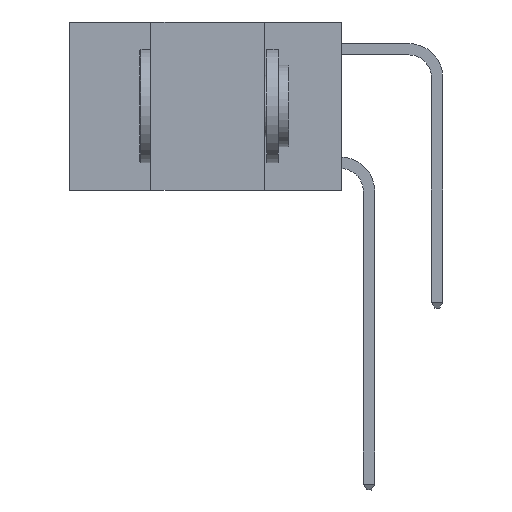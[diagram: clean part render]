
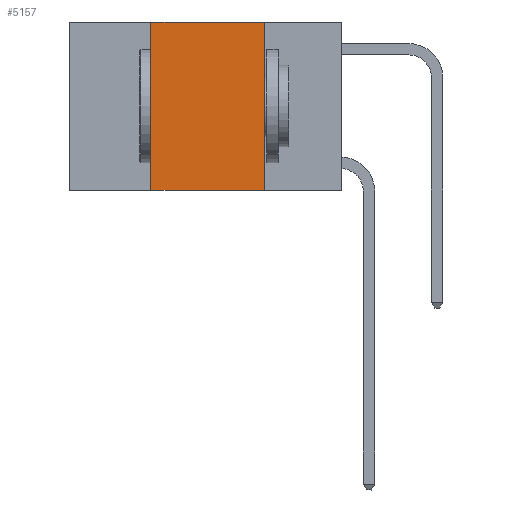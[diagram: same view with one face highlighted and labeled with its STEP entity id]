
A CAD part, left-side view. The second image highlights one B-rep face of the part: STEP entity #5157.
In plain terms, the highlighted planar face has unit normal (-1, 0, 0).
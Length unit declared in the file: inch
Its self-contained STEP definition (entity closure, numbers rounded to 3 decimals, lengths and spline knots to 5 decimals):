
#924 = VECTOR ( 'NONE', #13287, 39.37008 ) ;
#1025 = LINE ( 'NONE', #10055, #8673 ) ;
#1485 = VERTEX_POINT ( 'NONE', #8143 ) ;
#1890 = DIRECTION ( 'NONE',  ( 0., 0., 1. ) ) ;
#1944 = EDGE_CURVE ( 'NONE', #13261, #12550, #12416, .T. ) ;
#1971 = PLANE ( 'NONE',  #4506 ) ;
#2071 = ORIENTED_EDGE ( 'NONE', *, *, #1944, .F. ) ;
#2154 = DIRECTION ( 'NONE',  ( 0., -1., 0. ) ) ;
#2282 = VECTOR ( 'NONE', #2154, 39.37008 ) ;
#4050 = ORIENTED_EDGE ( 'NONE', *, *, #11179, .T. ) ;
#4506 = AXIS2_PLACEMENT_3D ( 'NONE', #7832, #5947, #5811 ) ;
#5157 = ADVANCED_FACE ( 'NONE', ( #8933 ), #1971, .F. ) ;
#5328 = LINE ( 'NONE', #9453, #9953 ) ;
#5811 = DIRECTION ( 'NONE',  ( 0., 0., -1. ) ) ;
#5947 = DIRECTION ( 'NONE',  ( 1., 0., 0. ) ) ;
#6465 = EDGE_CURVE ( 'NONE', #11996, #1485, #1025, .T. ) ;
#6680 = EDGE_CURVE ( 'NONE', #1485, #13261, #5328, .T. ) ;
#7538 = LINE ( 'NONE', #8494, #2282 ) ;
#7752 = EDGE_LOOP ( 'NONE', ( #2071, #10900, #9365, #4050 ) ) ;
#7832 = CARTESIAN_POINT ( 'NONE',  ( 0., 0.6, 0. ) ) ;
#8143 = CARTESIAN_POINT ( 'NONE',  ( 0., 0.42, 0. ) ) ;
#8240 = CARTESIAN_POINT ( 'NONE',  ( 0., 0.17, 0. ) ) ;
#8338 = CARTESIAN_POINT ( 'NONE',  ( 0., 0.42, -0.37 ) ) ;
#8431 = DIRECTION ( 'NONE',  ( 0., -1., 0. ) ) ;
#8494 = CARTESIAN_POINT ( 'NONE',  ( 0., 0.6, -0.37 ) ) ;
#8673 = VECTOR ( 'NONE', #1890, 39.37008 ) ;
#8933 = FACE_OUTER_BOUND ( 'NONE', #7752, .T. ) ;
#9365 = ORIENTED_EDGE ( 'NONE', *, *, #6465, .F. ) ;
#9453 = CARTESIAN_POINT ( 'NONE',  ( 0., 0.6, 0. ) ) ;
#9953 = VECTOR ( 'NONE', #8431, 39.37008 ) ;
#10055 = CARTESIAN_POINT ( 'NONE',  ( 0., 0.42, 0. ) ) ;
#10900 = ORIENTED_EDGE ( 'NONE', *, *, #6680, .F. ) ;
#11179 = EDGE_CURVE ( 'NONE', #11996, #12550, #7538, .T. ) ;
#11433 = CARTESIAN_POINT ( 'NONE',  ( 0., 0.17, 0. ) ) ;
#11611 = CARTESIAN_POINT ( 'NONE',  ( 0., 0.17, -0.37 ) ) ;
#11996 = VERTEX_POINT ( 'NONE', #8338 ) ;
#12416 = LINE ( 'NONE', #8240, #924 ) ;
#12550 = VERTEX_POINT ( 'NONE', #11611 ) ;
#13261 = VERTEX_POINT ( 'NONE', #11433 ) ;
#13287 = DIRECTION ( 'NONE',  ( 0., 0., -1. ) ) ;
